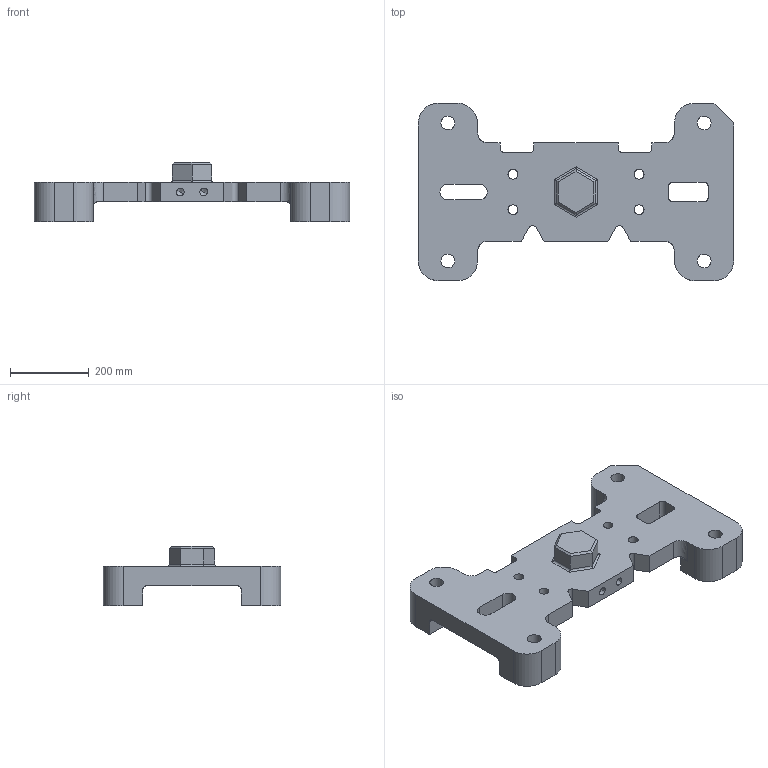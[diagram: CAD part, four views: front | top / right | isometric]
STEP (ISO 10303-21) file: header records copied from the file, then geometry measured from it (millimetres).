
FILE_DESCRIPTION((' '),'2;1');
FILE_NAME( 'nist_ctc_01_asme1_ct5210_rd.stp', '2016-06-24T02:31:02', (' '), ('--- Datakit www.datakit.com---'), ' Datakit CrossCadWare V2016.2 Mar 29 2016', 'DATAKIT 2016 (c)', ' ');
FILE_SCHEMA(('AP242_MANAGED_MODEL_BASED_3D_ENGINEERING_MIM_LF { 1 0 10303 442 1 1 4 }'));
Length unit declared in the file: millimetre
Products named in the file (1): NIST PMI CTC 01 ASME1
Bounding box: 800 x 450 x 150 mm (x, y, z)
Volume: 14642816.4 mm3; surface area: 807968.6 mm2
Topology: 1 solids, 1 shells, 151 faces, 524 edges, 389 vertices
Faces by surface type: bspline 151
Entity records: 8106 total; most frequent: CARTESIAN_POINT 5214, ORIENTED_EDGE 828, B_SPLINE_CURVE_WITH_KNOTS 520, EDGE_CURVE 414, VERTEX_POINT 270, EDGE_LOOP 176, FACE_OUTER_BOUND 151, B_SPLINE_SURFACE_WITH_KNOTS 151
